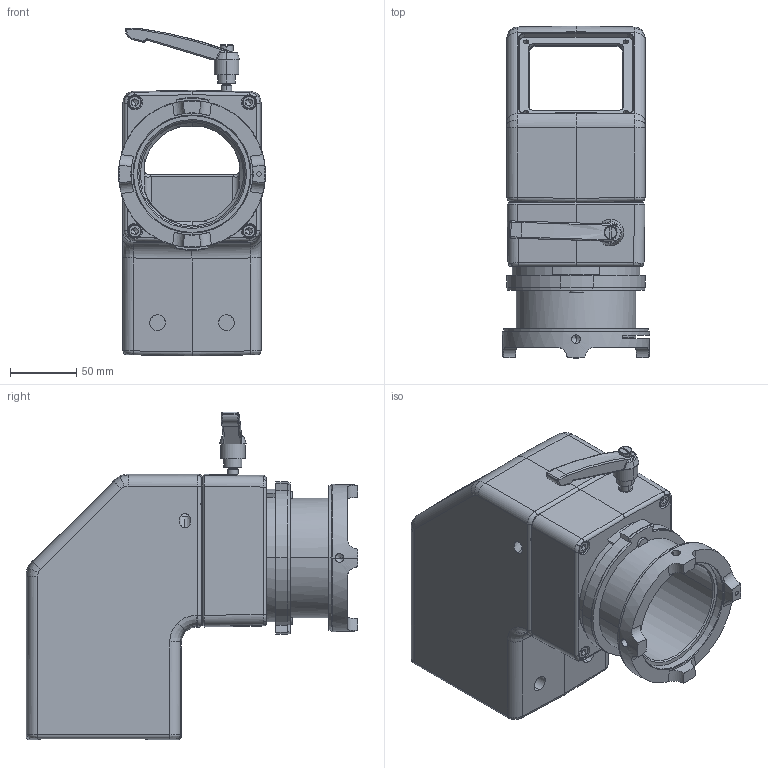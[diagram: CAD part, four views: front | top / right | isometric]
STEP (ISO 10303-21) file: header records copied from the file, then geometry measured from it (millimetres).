
FILE_DESCRIPTION (( 'STEP AP214' ), '1' );
FILE_NAME ('49817500.STEP', '2016-03-03T12:53:17', ( 'Macha' ), ( 'Hewlett-Packard Company' ), 'SwSTEP 2.0', 'SolidWorks 2015', '' );
FILE_SCHEMA (( 'AUTOMOTIVE_DESIGN' ));
Length unit declared in the file: millimetre
Products named in the file (19): 94675; 94555; 82177; 94553; 12548; 12627; 94694; 12622; 12621_Bearbeitung; 94663; 94672; 94691; 12626; GewindebuchseC-M6_DIN16903; 49817500; 82077; 83048; 93243
Assembly tree (30 placements, depth 3):
  49817500
    12626
      12626
      GewindebuchseC-M6_DIN16903  x4
    94691
    94672  x3
    94663  x2
    12621_Bearbeitung
    12622
    94694
    12627
    12548
    94553
    82177
    94555
    94675
    93243  x4
    83048  x4
    82077
Bounding box: 110.97 x 250.02 x 246.9 mm (x, y, z)
Volume: 1574214.9 mm3; surface area: 370187.5 mm2
Topology: 30 solids, 30 shells, 1049 faces, 2538 edges, 1565 vertices
Faces by surface type: plane 383, cylinder 379, bspline 123, cone 100, torus 48, sphere 16
Entity records: 30126 total; most frequent: CARTESIAN_POINT 10402, ORIENTED_EDGE 4008, DIRECTION 3839, EDGE_CURVE 2004, AXIS2_PLACEMENT_3D 1462, VERTEX_POINT 1250, LINE 915, VECTOR 915
